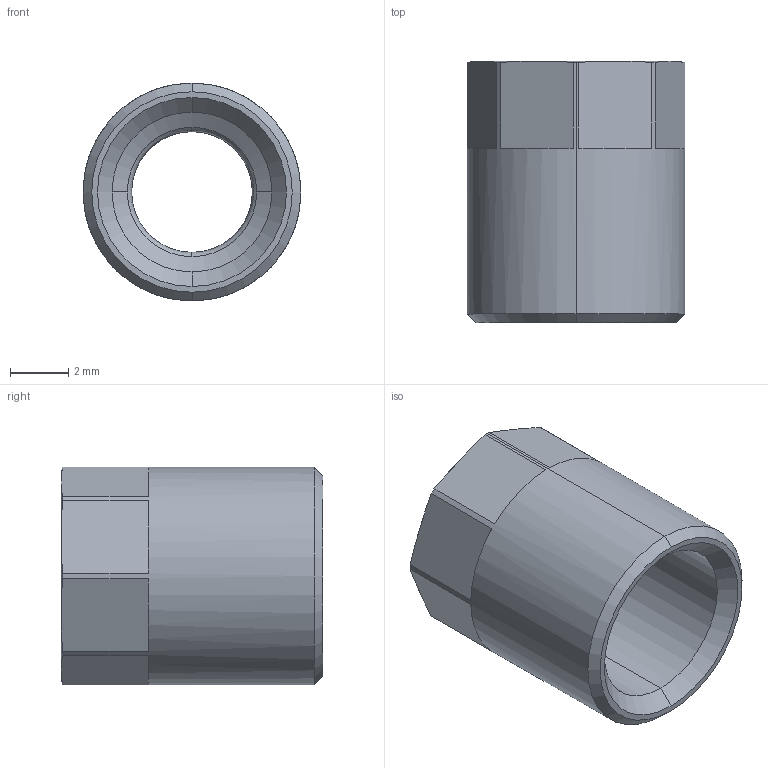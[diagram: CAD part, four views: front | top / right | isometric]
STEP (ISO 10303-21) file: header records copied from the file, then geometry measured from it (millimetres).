
FILE_DESCRIPTION (( 'STEP AP214' ), '1' );
FILE_NAME ('0170000013Z00A.STEP', '2013-02-25T17:35:17', ( '' ), ( '' ), 'SwSTEP 2.0', 'SolidWorks 2012', '' );
FILE_SCHEMA (( 'AUTOMOTIVE_DESIGN' ));
Length unit declared in the file: millimetre
Products named in the file (1): 0170000013Z00A
Bounding box: 7.5 x 9 x 7.5 mm (x, y, z)
Volume: 198 mm3; surface area: 399.7 mm2
Topology: 1 solids, 1 shells, 43 faces, 110 edges, 69 vertices
Faces by surface type: plane 18, cone 15, cylinder 6, bspline 4
Entity records: 1507 total; most frequent: CARTESIAN_POINT 424, ORIENTED_EDGE 220, DIRECTION 219, EDGE_CURVE 110, AXIS2_PLACEMENT_3D 91, VERTEX_POINT 69, CIRCLE 51, EDGE_LOOP 45
